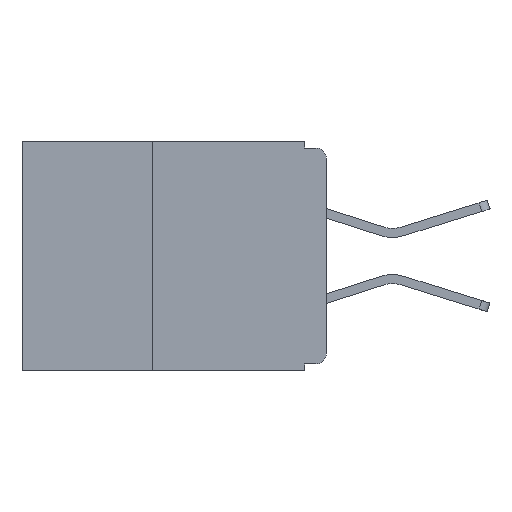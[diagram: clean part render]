
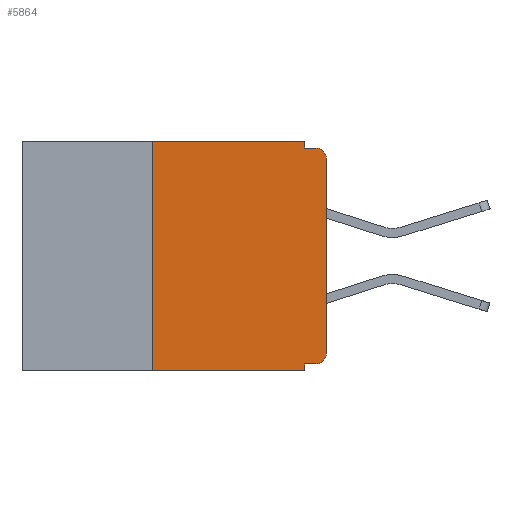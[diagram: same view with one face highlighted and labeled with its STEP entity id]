
A CAD part, left-side view. The second image highlights one B-rep face of the part: STEP entity #5864.
In plain terms, the highlighted planar face has unit normal (-1, 0, 0).
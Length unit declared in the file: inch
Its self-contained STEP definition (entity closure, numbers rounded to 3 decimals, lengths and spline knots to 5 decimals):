
#74 = DIRECTION ( 'NONE',  ( 0., -1., 0. ) ) ;
#548 = DIRECTION ( 'NONE',  ( 0., 0., -1. ) ) ;
#2129 = DIRECTION ( 'NONE',  ( 1., 0., 0. ) ) ;
#2425 = VERTEX_POINT ( 'NONE', #22206 ) ;
#4514 = CARTESIAN_POINT ( 'NONE',  ( 0., 0.25, -0.33 ) ) ;
#4549 = VERTEX_POINT ( 'NONE', #8411 ) ;
#4669 = VECTOR ( 'NONE', #12065, 39.37008 ) ;
#5067 = VERTEX_POINT ( 'NONE', #28691 ) ;
#5191 = LINE ( 'NONE', #11651, #16646 ) ;
#5864 = ADVANCED_FACE ( 'NONE', ( #14338 ), #24859, .F. ) ;
#6230 = EDGE_CURVE ( 'NONE', #18835, #11416, #17138, .T. ) ;
#6459 = CARTESIAN_POINT ( 'NONE',  ( 0., 0., -0.305 ) ) ;
#6701 = ORIENTED_EDGE ( 'NONE', *, *, #6230, .F. ) ;
#6873 = DIRECTION ( 'NONE',  ( -1., 0., 0. ) ) ;
#7047 = CARTESIAN_POINT ( 'NONE',  ( 0., 0.25, 0. ) ) ;
#7472 = DIRECTION ( 'NONE',  ( 0., 0., 1. ) ) ;
#7564 = AXIS2_PLACEMENT_3D ( 'NONE', #11364, #2129, #18210 ) ;
#7616 = VECTOR ( 'NONE', #28130, 39.37008 ) ;
#7693 = CARTESIAN_POINT ( 'NONE',  ( 0., 0., -0.01 ) ) ;
#8411 = CARTESIAN_POINT ( 'NONE',  ( 0., 0., -0.025 ) ) ;
#8698 = CARTESIAN_POINT ( 'NONE',  ( 0., 0.015, -0.025 ) ) ;
#8902 = VERTEX_POINT ( 'NONE', #19303 ) ;
#9108 = EDGE_LOOP ( 'NONE', ( #21149, #22345, #23783, #25678, #25903, #26260, #27175, #12866, #6701, #20701 ) ) ;
#9527 = CARTESIAN_POINT ( 'NONE',  ( 0., 0.031, 0. ) ) ;
#9559 = VERTEX_POINT ( 'NONE', #26052 ) ;
#10677 = VERTEX_POINT ( 'NONE', #6459 ) ;
#11013 = DIRECTION ( 'NONE',  ( 0., 0., -1. ) ) ;
#11364 = CARTESIAN_POINT ( 'NONE',  ( 0., 0.437, 0. ) ) ;
#11416 = VERTEX_POINT ( 'NONE', #22603 ) ;
#11651 = CARTESIAN_POINT ( 'NONE',  ( 0., 0.437, 0. ) ) ;
#11838 = DIRECTION ( 'NONE',  ( 0., 0., -1. ) ) ;
#12065 = DIRECTION ( 'NONE',  ( 0., -1., 0. ) ) ;
#12866 = ORIENTED_EDGE ( 'NONE', *, *, #15826, .F. ) ;
#13375 = EDGE_CURVE ( 'NONE', #8902, #9559, #24982, .T. ) ;
#14338 = FACE_OUTER_BOUND ( 'NONE', #9108, .T. ) ;
#15826 = EDGE_CURVE ( 'NONE', #11416, #27385, #16917, .T. ) ;
#16029 = EDGE_CURVE ( 'NONE', #18835, #10677, #24622, .T. ) ;
#16418 = VECTOR ( 'NONE', #24049, 39.37008 ) ;
#16578 = VERTEX_POINT ( 'NONE', #7047 ) ;
#16646 = VECTOR ( 'NONE', #74, 39.37008 ) ;
#16868 = LINE ( 'NONE', #23283, #4669 ) ;
#16917 = LINE ( 'NONE', #27894, #28207 ) ;
#16968 = VECTOR ( 'NONE', #7472, 39.37008 ) ;
#17138 = LINE ( 'NONE', #21807, #16418 ) ;
#17342 = EDGE_CURVE ( 'NONE', #2425, #27385, #16868, .T. ) ;
#18085 = LINE ( 'NONE', #4514, #24041 ) ;
#18210 = DIRECTION ( 'NONE',  ( 0., 0., -1. ) ) ;
#18396 = LINE ( 'NONE', #25526, #16968 ) ;
#18835 = VERTEX_POINT ( 'NONE', #23990 ) ;
#19303 = CARTESIAN_POINT ( 'NONE',  ( 0., 0.031, -0.01 ) ) ;
#20191 = CIRCLE ( 'NONE', #28175, 0.015 ) ;
#20354 = EDGE_CURVE ( 'NONE', #2425, #16578, #18085, .T. ) ;
#20546 = CARTESIAN_POINT ( 'NONE',  ( 0., 0.015, -0.305 ) ) ;
#20701 = ORIENTED_EDGE ( 'NONE', *, *, #16029, .T. ) ;
#21149 = ORIENTED_EDGE ( 'NONE', *, *, #22419, .T. ) ;
#21804 = EDGE_CURVE ( 'NONE', #16578, #5067, #5191, .T. ) ;
#21807 = CARTESIAN_POINT ( 'NONE',  ( 0., 0., -0.32 ) ) ;
#21836 = EDGE_CURVE ( 'NONE', #5067, #8902, #28647, .T. ) ;
#21917 = VECTOR ( 'NONE', #11838, 39.37008 ) ;
#22206 = CARTESIAN_POINT ( 'NONE',  ( 0., 0.25, -0.33 ) ) ;
#22345 = ORIENTED_EDGE ( 'NONE', *, *, #28123, .T. ) ;
#22419 = EDGE_CURVE ( 'NONE', #10677, #4549, #18396, .T. ) ;
#22603 = CARTESIAN_POINT ( 'NONE',  ( 0., 0.031, -0.32 ) ) ;
#22756 = DIRECTION ( 'NONE',  ( 0., 0., -1. ) ) ;
#23283 = CARTESIAN_POINT ( 'NONE',  ( 0., 0.437, -0.33 ) ) ;
#23783 = ORIENTED_EDGE ( 'NONE', *, *, #13375, .F. ) ;
#23990 = CARTESIAN_POINT ( 'NONE',  ( 0., 0.015, -0.32 ) ) ;
#24041 = VECTOR ( 'NONE', #29512, 39.37008 ) ;
#24049 = DIRECTION ( 'NONE',  ( 0., 1., 0. ) ) ;
#24244 = AXIS2_PLACEMENT_3D ( 'NONE', #20546, #6873, #22756 ) ;
#24528 = DIRECTION ( 'NONE',  ( -1., 0., 0. ) ) ;
#24622 = CIRCLE ( 'NONE', #24244, 0.015 ) ;
#24859 = PLANE ( 'NONE',  #7564 ) ;
#24982 = LINE ( 'NONE', #7693, #7616 ) ;
#25526 = CARTESIAN_POINT ( 'NONE',  ( 0., 0., 0. ) ) ;
#25678 = ORIENTED_EDGE ( 'NONE', *, *, #21836, .F. ) ;
#25903 = ORIENTED_EDGE ( 'NONE', *, *, #21804, .F. ) ;
#26052 = CARTESIAN_POINT ( 'NONE',  ( 0., 0.015, -0.01 ) ) ;
#26260 = ORIENTED_EDGE ( 'NONE', *, *, #20354, .F. ) ;
#27175 = ORIENTED_EDGE ( 'NONE', *, *, #17342, .T. ) ;
#27385 = VERTEX_POINT ( 'NONE', #28624 ) ;
#27894 = CARTESIAN_POINT ( 'NONE',  ( 0., 0.031, -0.33 ) ) ;
#28123 = EDGE_CURVE ( 'NONE', #4549, #9559, #20191, .T. ) ;
#28130 = DIRECTION ( 'NONE',  ( 0., -1., 0. ) ) ;
#28175 = AXIS2_PLACEMENT_3D ( 'NONE', #8698, #24528, #11013 ) ;
#28207 = VECTOR ( 'NONE', #548, 39.37008 ) ;
#28624 = CARTESIAN_POINT ( 'NONE',  ( 0., 0.031, -0.33 ) ) ;
#28647 = LINE ( 'NONE', #9527, #21917 ) ;
#28691 = CARTESIAN_POINT ( 'NONE',  ( 0., 0.031, 0. ) ) ;
#29512 = DIRECTION ( 'NONE',  ( 0., 0., 1. ) ) ;
